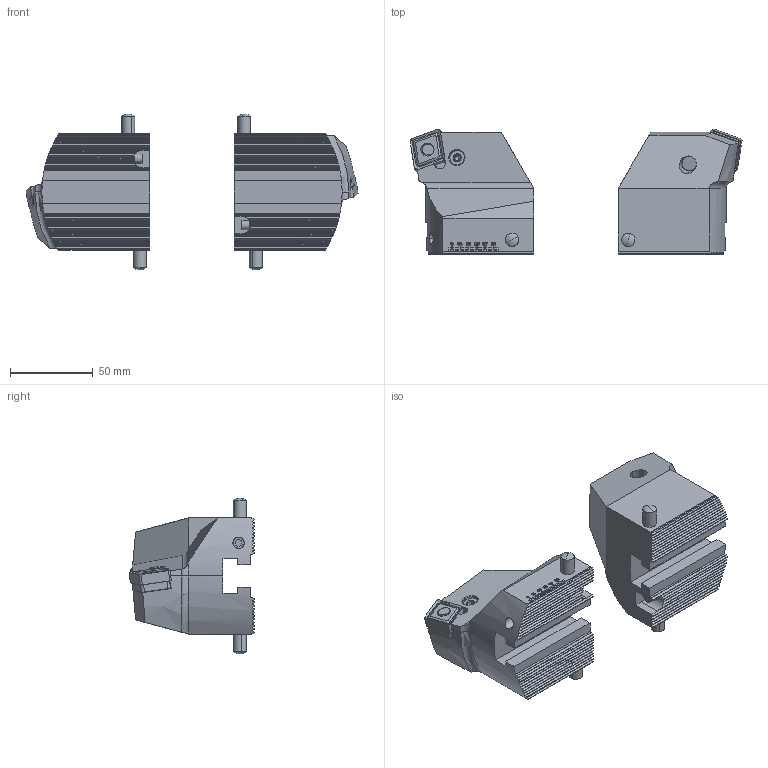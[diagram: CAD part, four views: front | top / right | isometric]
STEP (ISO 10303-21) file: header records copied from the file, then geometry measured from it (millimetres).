
FILE_DESCRIPTION (( 'STEP AP203' ), '1' );
FILE_NAME ('E80.070.019.075.STEP', '2018-03-07T12:25:08', ( 'SWIAdmin' ), ( 'Hewlett-Packard Company' ), 'SwSTEP 2.0', 'SolidWorks 2017', '' );
FILE_SCHEMA (( 'CONFIG_CONTROL_DESIGN' ));
Length unit declared in the file: millimetre
Products named in the file (10): ISO 8734 - 8 x 20 m6; VK1-WCF.102.075_A; E80.070.019.075; WCF-ER4.101.027_A; WCF-ER3.101.000_A; WCF; WCF-ER1.101.000; WCF-ER2.101.004_A; CNMG190612; ISO 4028 - M8 x 35
Assembly tree (18 placements, depth 3):
  E80.070.019.075
    VK1-WCF.102.075_A  x2
    WCF  x2
      WCF-ER4.101.027_A
      WCF-ER3.101.000_A
    WCF-ER1.101.000  x2
    WCF-ER2.101.004_A  x2
    CNMG190612  x2
    ISO 4028 - M8 x 35  x2
    ISO 8734 - 8 x 20 m6  x4
Bounding box: 200.21 x 75.79 x 94 mm (x, y, z)
Volume: 411183.4 mm3; surface area: 74323.2 mm2
Topology: 18 solids, 18 shells, 1312 faces, 3426 edges, 2170 vertices
Faces by surface type: plane 784, bspline 198, cylinder 172, cone 120, torus 22, sphere 16
Entity records: 26866 total; most frequent: CARTESIAN_POINT 10606, ORIENTED_EDGE 3370, DIRECTION 2696, EDGE_CURVE 1685, VECTOR 1094, LINE 1094, VERTEX_POINT 1073, AXIS2_PLACEMENT_3D 801
